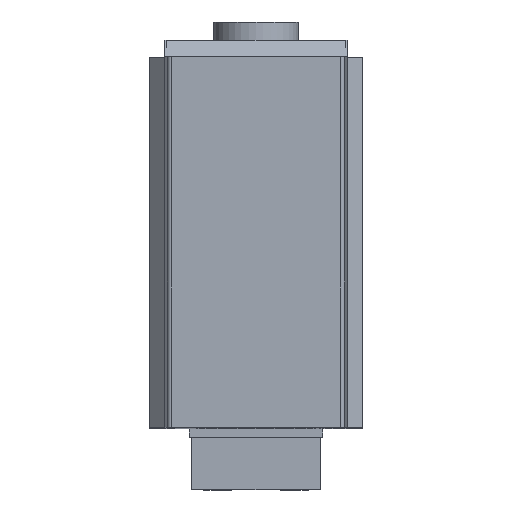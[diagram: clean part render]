
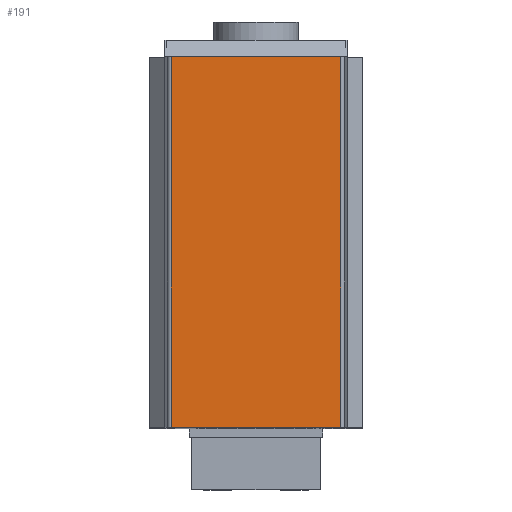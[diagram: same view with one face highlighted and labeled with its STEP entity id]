
A CAD part, top view. The second image highlights one B-rep face of the part: STEP entity #191.
In plain terms, the highlighted planar face has unit normal (0, 0, 1).
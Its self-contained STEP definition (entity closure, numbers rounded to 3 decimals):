
#191 = ADVANCED_FACE( '', ( #500 ), #501, .F. );
#500 = FACE_OUTER_BOUND( '', #946, .T. );
#501 = PLANE( '', #947 );
#946 = EDGE_LOOP( '', ( #1569, #1570, #1571, #1572 ) );
#947 = AXIS2_PLACEMENT_3D( '', #1573, #1574, #1575 );
#1569 = ORIENTED_EDGE( '', *, *, #2641, .T. );
#1570 = ORIENTED_EDGE( '', *, *, #2706, .F. );
#1571 = ORIENTED_EDGE( '', *, *, #2707, .F. );
#1572 = ORIENTED_EDGE( '', *, *, #2708, .T. );
#1573 = CARTESIAN_POINT( '', ( -6.996, 31.2, 115.1 ) );
#1574 = DIRECTION( '', ( 0., 0., -1. ) );
#1575 = DIRECTION( '', ( -1., 0., 0. ) );
#2641 = EDGE_CURVE( '', #3148, #3146, #3149, .T. );
#2706 = EDGE_CURVE( '', #3258, #3146, #3259, .T. );
#2707 = EDGE_CURVE( '', #3260, #3258, #3261, .T. );
#2708 = EDGE_CURVE( '', #3260, #3148, #3262, .T. );
#3146 = VERTEX_POINT( '', #3872 );
#3148 = VERTEX_POINT( '', #3874 );
#3149 = LINE( '', #3875, #3876 );
#3258 = VERTEX_POINT( '', #4032 );
#3259 = LINE( '', #4033, #4034 );
#3260 = VERTEX_POINT( '', #4035 );
#3261 = LINE( '', #4036, #4037 );
#3262 = LINE( '', #4038, #4039 );
#3872 = CARTESIAN_POINT( '', ( 6.996, 0.7, 115.1 ) );
#3874 = CARTESIAN_POINT( '', ( -6.996, 0.7, 115.1 ) );
#3875 = CARTESIAN_POINT( '', ( -6.996, 0.7, 115.1 ) );
#3876 = VECTOR( '', #4831, 1000. );
#4032 = CARTESIAN_POINT( '', ( 6.996, 31.2, 115.1 ) );
#4033 = CARTESIAN_POINT( '', ( 6.996, 31.2, 115.1 ) );
#4034 = VECTOR( '', #4897, 1000. );
#4035 = CARTESIAN_POINT( '', ( -6.996, 31.2, 115.1 ) );
#4036 = CARTESIAN_POINT( '', ( -6.996, 31.2, 115.1 ) );
#4037 = VECTOR( '', #4898, 1000. );
#4038 = CARTESIAN_POINT( '', ( -6.996, 31.2, 115.1 ) );
#4039 = VECTOR( '', #4899, 1000. );
#4831 = DIRECTION( '', ( 1., 0., 0. ) );
#4897 = DIRECTION( '', ( 0., -1., 0. ) );
#4898 = DIRECTION( '', ( 1., 0., 0. ) );
#4899 = DIRECTION( '', ( 0., -1., 0. ) );
